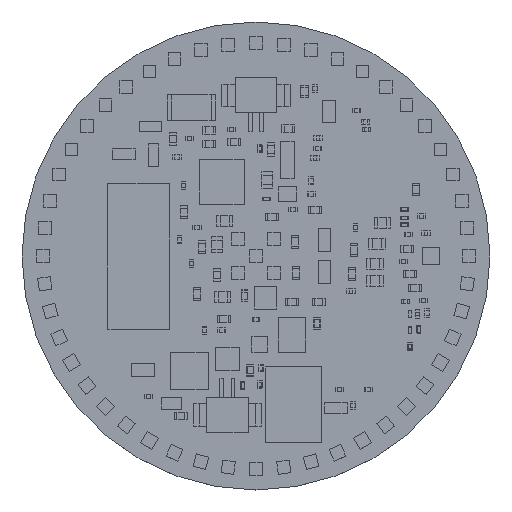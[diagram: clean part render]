
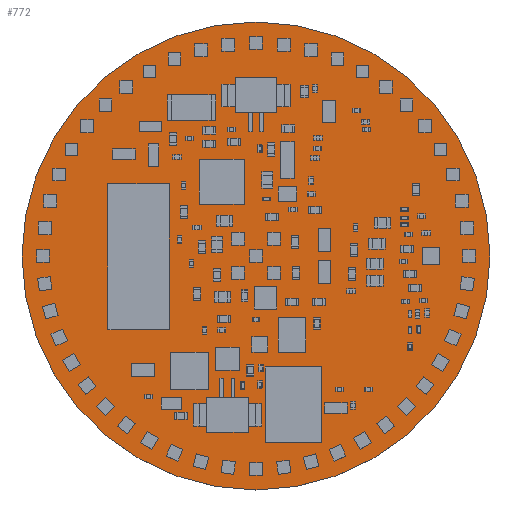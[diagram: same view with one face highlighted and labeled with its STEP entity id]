
A CAD part, top view. The second image highlights one B-rep face of the part: STEP entity #772.
In plain terms, the highlighted planar face has unit normal (0, 0, 1).
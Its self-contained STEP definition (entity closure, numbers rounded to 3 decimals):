
#679 = VERTEX_POINT('',#680);
#680 = CARTESIAN_POINT('',(31.25,0.,1.692));
#687 = CYLINDRICAL_SURFACE('',#688,31.25);
#688 = AXIS2_PLACEMENT_3D('',#689,#690,#691);
#689 = CARTESIAN_POINT('',(0.,0.,0.));
#690 = DIRECTION('',(0.,0.,-1.));
#691 = DIRECTION('',(1.,0.,0.));
#706 = EDGE_CURVE('',#679,#679,#707,.T.);
#707 = SURFACE_CURVE('',#708,(#713,#720),.PCURVE_S1.);
#708 = CIRCLE('',#709,31.25);
#709 = AXIS2_PLACEMENT_3D('',#710,#711,#712);
#710 = CARTESIAN_POINT('',(0.,0.,1.692));
#711 = DIRECTION('',(0.,0.,1.));
#712 = DIRECTION('',(1.,0.,0.));
#713 = PCURVE('',#687,#714);
#714 = DEFINITIONAL_REPRESENTATION('',(#715),#719);
#715 = LINE('',#716,#717);
#716 = CARTESIAN_POINT('',(0.,-1.692));
#717 = VECTOR('',#718,1.);
#718 = DIRECTION('',(-1.,0.));
#719 = ( GEOMETRIC_REPRESENTATION_CONTEXT(2) 
PARAMETRIC_REPRESENTATION_CONTEXT() REPRESENTATION_CONTEXT('2D SPACE',''
  ) );
#720 = PCURVE('',#721,#726);
#721 = PLANE('',#722);
#722 = AXIS2_PLACEMENT_3D('',#723,#724,#725);
#723 = CARTESIAN_POINT('',(31.25,0.,1.692));
#724 = DIRECTION('',(0.,0.,-1.));
#725 = DIRECTION('',(-1.,0.,0.));
#726 = DEFINITIONAL_REPRESENTATION('',(#727),#735);
#727 = ( BOUNDED_CURVE() B_SPLINE_CURVE(2,(#728,#729,#730,#731,#732,#733
,#734),.UNSPECIFIED.,.F.,.F.) B_SPLINE_CURVE_WITH_KNOTS((1,2,2,2,2,1),(
    -2.094,0.,2.094,4.189,6.283,
8.378),.UNSPECIFIED.) CURVE() GEOMETRIC_REPRESENTATION_ITEM() 
RATIONAL_B_SPLINE_CURVE((1.,0.5,1.,0.5,1.,0.5,1.)) REPRESENTATION_ITEM(
  '') );
#728 = CARTESIAN_POINT('',(0.,0.));
#729 = CARTESIAN_POINT('',(0.,54.127));
#730 = CARTESIAN_POINT('',(46.875,27.063));
#731 = CARTESIAN_POINT('',(93.75,0.));
#732 = CARTESIAN_POINT('',(46.875,-27.063));
#733 = CARTESIAN_POINT('',(0.,-54.127));
#734 = CARTESIAN_POINT('',(0.,0.));
#735 = ( GEOMETRIC_REPRESENTATION_CONTEXT(2) 
PARAMETRIC_REPRESENTATION_CONTEXT() REPRESENTATION_CONTEXT('2D SPACE',''
  ) );
#772 = ADVANCED_FACE('',(#773),#721,.F.);
#773 = FACE_BOUND('',#774,.T.);
#774 = EDGE_LOOP('',(#775));
#775 = ORIENTED_EDGE('',*,*,#706,.T.);
